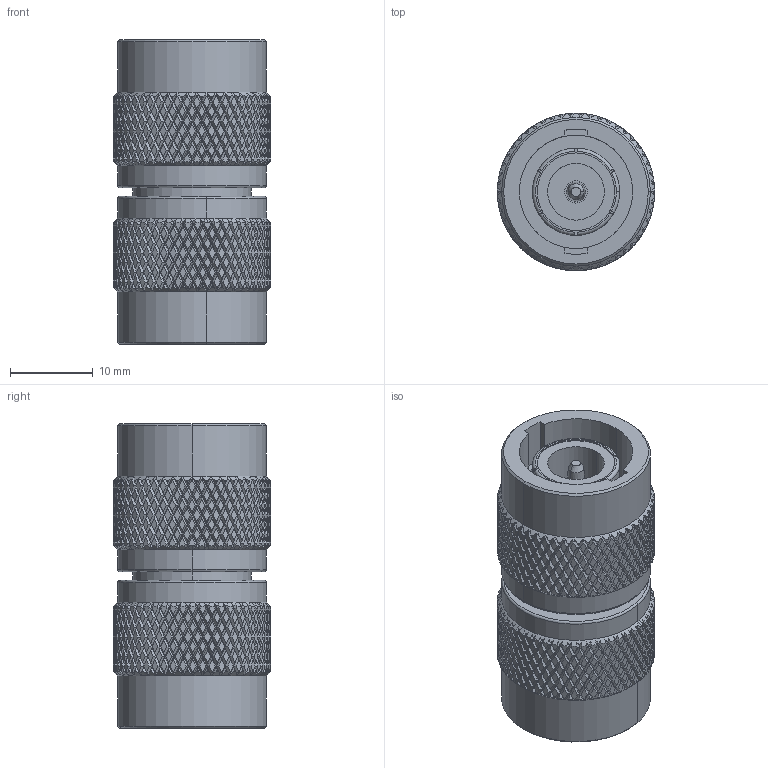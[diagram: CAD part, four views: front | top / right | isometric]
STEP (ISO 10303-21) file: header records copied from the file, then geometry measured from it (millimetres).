
FILE_DESCRIPTION (( 'STEP AP203' ), '1' );
FILE_NAME ('FMAD1296_3D.STEP', '2022-03-18T22:44:45', ( '' ), ( '' ), 'SwSTEP 2.0', 'SolidWorks 2021', '' );
FILE_SCHEMA (( 'CONFIG_CONTROL_DESIGN' ));
Products named in the file (3): Copy of C Male body2^FMAD1296; FMAD1296_3D; Copy of C Male body^FMAD1296
Assembly tree (2 placements, depth 2):
  FMAD1296_3D
    Copy of C Male body2^FMAD1296
    Copy of C Male body^FMAD1296
Bounding box: 19 x 19 x 36.83 mm (x, y, z)
Volume: 7803.7 mm3; surface area: 5842.9 mm2
Topology: 4 solids, 4 shells, 4213 faces, 9008 edges, 4814 vertices
Faces by surface type: bspline 3200, cylinder 884, plane 83, cone 28, torus 18
Entity records: 154473 total; most frequent: CARTESIAN_POINT 99120, ORIENTED_EDGE 18016, EDGE_CURVE 9008, VERTEX_POINT 4814, EDGE_LOOP 4228, FACE_OUTER_BOUND 4213, ADVANCED_FACE 4213, B_SPLINE_CURVE_WITH_KNOTS 3640
